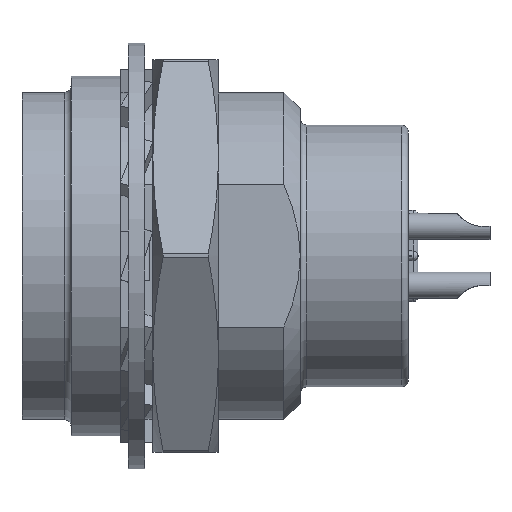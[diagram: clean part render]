
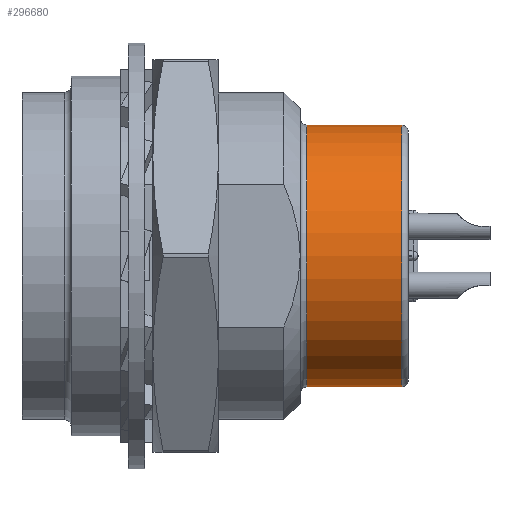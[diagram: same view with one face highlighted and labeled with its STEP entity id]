
A CAD part, top view. The second image highlights one B-rep face of the part: STEP entity #296680.
In plain terms, the highlighted cylindrical face has radius 4 mm (diameter 8 mm), a partial arc.
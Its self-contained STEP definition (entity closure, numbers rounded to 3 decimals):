
#296130=CARTESIAN_POINT('',(8.,4.,-0.9));
#296140=VERTEX_POINT('',#296130);
#296230=CARTESIAN_POINT('',(8.,12.,-0.9));
#296240=VERTEX_POINT('',#296230);
#296270=CARTESIAN_POINT('',(8.,8.,-0.9));
#296280=DIRECTION('',(0.,0.,1.));
#296290=DIRECTION('',(0.,1.,0.));
#296300=AXIS2_PLACEMENT_3D('',#296270,#296280,#296290);
#296310=CIRCLE('',#296300,4.);
#296320=EDGE_CURVE('',#296140,#296240,#296310,.T.);
#296370=CARTESIAN_POINT('',(8.,8.,-2.35));
#296380=DIRECTION('',(0.,0.,1.));
#296390=DIRECTION('',(0.,1.,0.));
#296400=AXIS2_PLACEMENT_3D('',#296370,#296380,#296390);
#296410=CYLINDRICAL_SURFACE('',#296400,4.);
#296420=CARTESIAN_POINT('',(8.,12.,-2.35));
#296430=DIRECTION('',(0.,0.,1.));
#296440=VECTOR('',#296430,1.);
#296450=LINE('',#296420,#296440);
#296460=CARTESIAN_POINT('',(8.,12.,-3.8));
#296470=VERTEX_POINT('',#296460);
#296480=EDGE_CURVE('',#296470,#296240,#296450,.T.);
#296490=ORIENTED_EDGE('',*,*,#296480,.T.);
#296500=CARTESIAN_POINT('',(8.,8.,-3.8));
#296510=DIRECTION('',(0.,0.,1.));
#296520=DIRECTION('',(0.,1.,0.));
#296530=AXIS2_PLACEMENT_3D('',#296500,#296510,#296520);
#296540=CIRCLE('',#296530,4.);
#296550=CARTESIAN_POINT('',(8.,4.,-3.8));
#296560=VERTEX_POINT('',#296550);
#296570=EDGE_CURVE('',#296560,#296470,#296540,.T.);
#296580=ORIENTED_EDGE('',*,*,#296570,.T.);
#296590=CARTESIAN_POINT('',(8.,4.,-2.35));
#296600=DIRECTION('',(0.,0.,1.));
#296610=VECTOR('',#296600,1.);
#296620=LINE('',#296590,#296610);
#296630=EDGE_CURVE('',#296560,#296140,#296620,.T.);
#296640=ORIENTED_EDGE('',*,*,#296630,.F.);
#296650=ORIENTED_EDGE('',*,*,#296320,.F.);
#296660=EDGE_LOOP('',(#296650,#296640,#296580,#296490));
#296670=FACE_OUTER_BOUND('',#296660,.T.);
#296680=ADVANCED_FACE('',(#296670),#296410,.T.);
